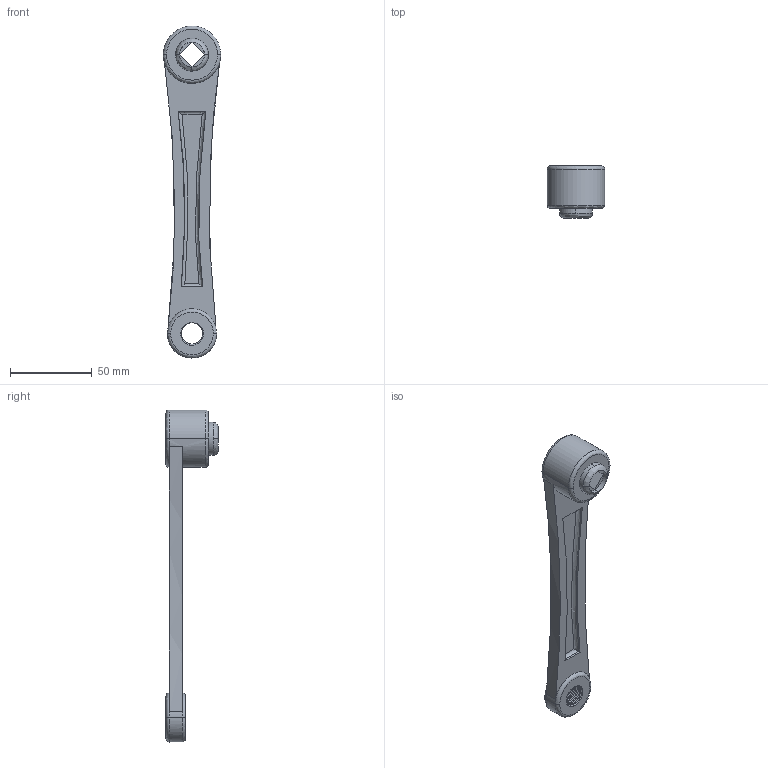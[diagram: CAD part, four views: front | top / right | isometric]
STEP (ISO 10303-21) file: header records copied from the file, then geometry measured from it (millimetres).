
FILE_DESCRIPTION (( 'STEP AP203' ), '1' );
FILE_NAME ('pedalarm.STEP', '2024-06-04T19:18:03', ( '' ), ( '' ), 'SwSTEP 2.0', 'SolidWorks 2023', '' );
FILE_SCHEMA (( 'CONFIG_CONTROL_DESIGN' ));
Length unit declared in the file: millimetre
Products named in the file (1): pedalarm
Bounding box: 35 x 31.94 x 202.48 mm (x, y, z)
Volume: 50733.9 mm3; surface area: 18956.7 mm2
Topology: 1 solids, 1 shells, 97 faces, 250 edges, 157 vertices
Faces by surface type: bspline 97
Entity records: 6366 total; most frequent: CARTESIAN_POINT 4825, ORIENTED_EDGE 500, EDGE_CURVE 250, B_SPLINE_CURVE_WITH_KNOTS 210, VERTEX_POINT 157, EDGE_LOOP 103, ADVANCED_FACE 97, FACE_OUTER_BOUND 97
